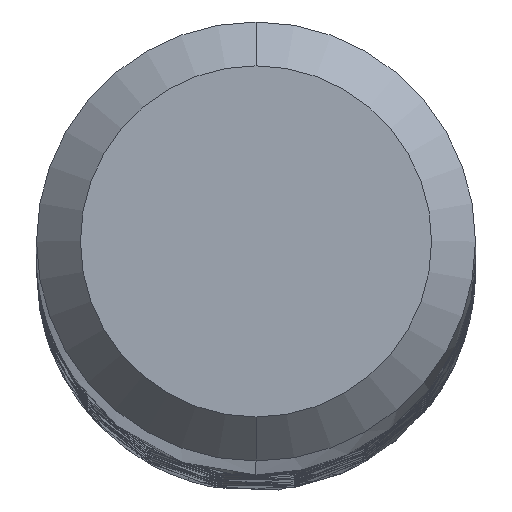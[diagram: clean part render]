
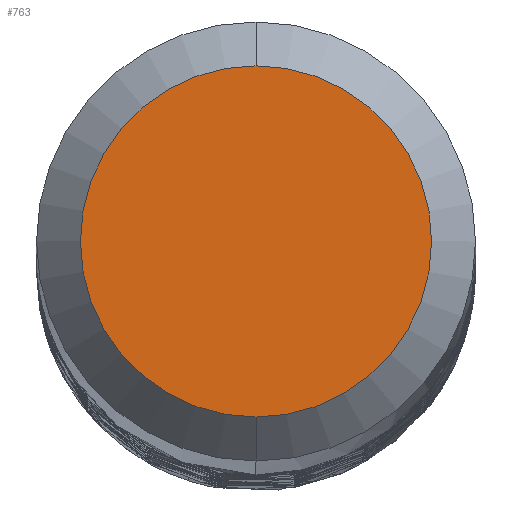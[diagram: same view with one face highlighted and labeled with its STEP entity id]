
A CAD part, top view. The second image highlights one B-rep face of the part: STEP entity #763.
In plain terms, the highlighted planar face has unit normal (0, 0, 1).
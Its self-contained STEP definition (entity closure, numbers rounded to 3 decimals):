
#753=EDGE_CURVE('',#865,#1039,#1492,.T.);
#763=ADVANCED_FACE('',(#1504),#1505,.T.);
#865=VERTEX_POINT('',#1618);
#887=EDGE_CURVE('',#1039,#865,#1642,.T.);
#1039=VERTEX_POINT('',#1807);
#1492=CIRCLE('',#8424,1.2);
#1504=FACE_OUTER_BOUND('',#8439,.T.);
#1505=PLANE('',#8440);
#1618=CARTESIAN_POINT('',(0.0,1.2,0.0));
#1642=CIRCLE('',#16010,1.2);
#1807=CARTESIAN_POINT('',(0.,-1.2,0.0));
#8424=AXIS2_PLACEMENT_3D('',#21200,#21201,#21202);
#8439=EDGE_LOOP('',(#21224,#21225));
#8440=AXIS2_PLACEMENT_3D('',#21226,#21227,#21228);
#16010=AXIS2_PLACEMENT_3D('',#21397,#21398,#21399);
#21200=CARTESIAN_POINT('',(0.0,0.0,0.0));
#21201=DIRECTION('',(0.0,0.0,-1.0));
#21202=DIRECTION('',(0.0,1.0,0.0));
#21224=ORIENTED_EDGE('',*,*,#753,.F.);
#21225=ORIENTED_EDGE('',*,*,#887,.F.);
#21226=CARTESIAN_POINT('',(0.0,0.6,0.0));
#21227=DIRECTION('',(-0.0,0.0,1.0));
#21228=DIRECTION('',(0.0,-1.0,0.0));
#21397=CARTESIAN_POINT('',(0.0,0.0,0.0));
#21398=DIRECTION('',(0.0,0.0,-1.0));
#21399=DIRECTION('',(0.0,1.0,0.0));
